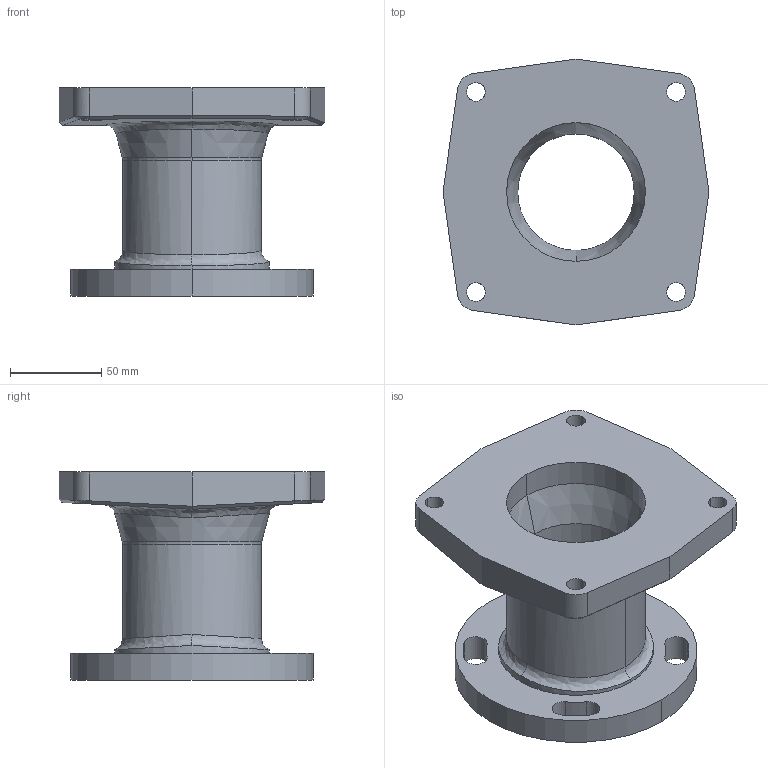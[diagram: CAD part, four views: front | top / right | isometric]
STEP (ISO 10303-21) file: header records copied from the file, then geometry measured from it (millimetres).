
FILE_DESCRIPTION((''),'2;1');
FILE_NAME('D41120_SW0001','2013-10-18T',('cleon'),(''),'PRO/ENGINEER BY PARAMETRIC TECHNOLOGY CORPORATION, 2011180','PRO/ENGINEER BY PARAMETRIC TECHNOLOGY CORPORATION, 2011180','');
FILE_SCHEMA(('CONFIG_CONTROL_DESIGN'));
Length unit declared in the file: inch
Products named in the file (1): D41120_SW0001
Bounding box: 146.05 x 146.05 x 114.3 mm (x, y, z)
Surface area: 110116.5 mm2 (no closed solid volume)
Topology: 0 solids, 1 shells, 83 faces, 206 edges, 128 vertices
Faces by surface type: cylinder 42, plane 23, bspline 12, cone 4, torus 2
Entity records: 3366 total; most frequent: CARTESIAN_POINT 1369, ORIENTED_EDGE 412, DIRECTION 390, EDGE_CURVE 206, AXIS2_PLACEMENT_3D 149, VERTEX_POINT 128, EDGE_LOOP 104, VECTOR 92
